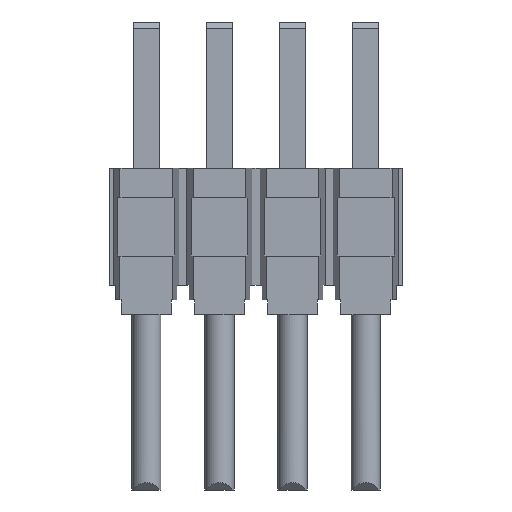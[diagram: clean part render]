
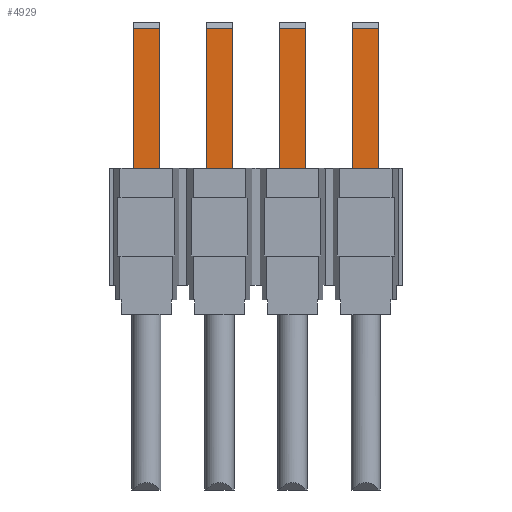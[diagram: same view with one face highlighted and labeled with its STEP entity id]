
A CAD part, front view. The second image highlights one B-rep face of the part: STEP entity #4929.
In plain terms, the highlighted planar face has unit normal (0, -1, 0).
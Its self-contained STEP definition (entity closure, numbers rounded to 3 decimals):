
#4810 = VERTEX_POINT('',#4811);
#4811 = CARTESIAN_POINT('',(-1.676,-0.229,4.966));
#4819 = VERTEX_POINT('',#4820);
#4820 = CARTESIAN_POINT('',(-2.134,-0.229,4.966));
#4826 = EDGE_CURVE('',#4810,#4819,#4827,.T.);
#4827 = LINE('',#4828,#4829);
#4828 = CARTESIAN_POINT('',(2.134,-0.229,4.966));
#4829 = VECTOR('',#4830,1.);
#4830 = DIRECTION('',(-1.,-0.,0.));
#4841 = VERTEX_POINT('',#4842);
#4842 = CARTESIAN_POINT('',(-0.864,-0.229,4.966));
#4848 = EDGE_CURVE('',#4849,#4841,#4851,.T.);
#4849 = VERTEX_POINT('',#4850);
#4850 = CARTESIAN_POINT('',(-0.406,-0.229,4.966));
#4851 = LINE('',#4852,#4853);
#4852 = CARTESIAN_POINT('',(2.134,-0.229,4.966));
#4853 = VECTOR('',#4854,1.);
#4854 = DIRECTION('',(-1.,-0.,0.));
#4872 = VERTEX_POINT('',#4873);
#4873 = CARTESIAN_POINT('',(0.406,-0.229,4.966));
#4879 = EDGE_CURVE('',#4880,#4872,#4882,.T.);
#4880 = VERTEX_POINT('',#4881);
#4881 = CARTESIAN_POINT('',(0.864,-0.229,4.966));
#4882 = LINE('',#4883,#4884);
#4883 = CARTESIAN_POINT('',(2.134,-0.229,4.966));
#4884 = VECTOR('',#4885,1.);
#4885 = DIRECTION('',(-1.,-0.,0.));
#4903 = VERTEX_POINT('',#4904);
#4904 = CARTESIAN_POINT('',(1.676,-0.229,4.966));
#4910 = EDGE_CURVE('',#4911,#4903,#4913,.T.);
#4911 = VERTEX_POINT('',#4912);
#4912 = CARTESIAN_POINT('',(2.134,-0.229,4.966));
#4913 = LINE('',#4914,#4915);
#4914 = CARTESIAN_POINT('',(2.134,-0.229,4.966));
#4915 = VECTOR('',#4916,1.);
#4916 = DIRECTION('',(-1.,-0.,0.));
#4929 = ADVANCED_FACE('',(#4930),#5024,.F.);
#4930 = FACE_BOUND('',#4931,.T.);
#4931 = EDGE_LOOP('',(#4932,#4940,#4941,#4949,#4957,#4963,#4964,#4972,
    #4980,#4986,#4987,#4995,#5003,#5009,#5010,#5018));
#4932 = ORIENTED_EDGE('',*,*,#4933,.F.);
#4933 = EDGE_CURVE('',#4810,#4934,#4936,.T.);
#4934 = VERTEX_POINT('',#4935);
#4935 = CARTESIAN_POINT('',(-1.676,-0.229,1.905));
#4936 = LINE('',#4937,#4938);
#4937 = CARTESIAN_POINT('',(-1.676,-0.229,4.966));
#4938 = VECTOR('',#4939,1.);
#4939 = DIRECTION('',(0.,0.,-1.));
#4940 = ORIENTED_EDGE('',*,*,#4826,.T.);
#4941 = ORIENTED_EDGE('',*,*,#4942,.T.);
#4942 = EDGE_CURVE('',#4819,#4943,#4945,.T.);
#4943 = VERTEX_POINT('',#4944);
#4944 = CARTESIAN_POINT('',(-2.134,-0.229,1.778));
#4945 = LINE('',#4946,#4947);
#4946 = CARTESIAN_POINT('',(-2.134,-0.229,4.966));
#4947 = VECTOR('',#4948,1.);
#4948 = DIRECTION('',(0.,0.,-1.));
#4949 = ORIENTED_EDGE('',*,*,#4950,.F.);
#4950 = EDGE_CURVE('',#4951,#4943,#4953,.T.);
#4951 = VERTEX_POINT('',#4952);
#4952 = CARTESIAN_POINT('',(2.134,-0.229,1.778));
#4953 = LINE('',#4954,#4955);
#4954 = CARTESIAN_POINT('',(2.134,-0.229,1.778));
#4955 = VECTOR('',#4956,1.);
#4956 = DIRECTION('',(-1.,-0.,0.));
#4957 = ORIENTED_EDGE('',*,*,#4958,.F.);
#4958 = EDGE_CURVE('',#4911,#4951,#4959,.T.);
#4959 = LINE('',#4960,#4961);
#4960 = CARTESIAN_POINT('',(2.134,-0.229,4.966));
#4961 = VECTOR('',#4962,1.);
#4962 = DIRECTION('',(0.,0.,-1.));
#4963 = ORIENTED_EDGE('',*,*,#4910,.T.);
#4964 = ORIENTED_EDGE('',*,*,#4965,.F.);
#4965 = EDGE_CURVE('',#4966,#4903,#4968,.T.);
#4966 = VERTEX_POINT('',#4967);
#4967 = CARTESIAN_POINT('',(1.676,-0.229,1.905));
#4968 = LINE('',#4969,#4970);
#4969 = CARTESIAN_POINT('',(1.676,-0.229,4.966));
#4970 = VECTOR('',#4971,1.);
#4971 = DIRECTION('',(0.,0.,1.));
#4972 = ORIENTED_EDGE('',*,*,#4973,.F.);
#4973 = EDGE_CURVE('',#4974,#4966,#4976,.T.);
#4974 = VERTEX_POINT('',#4975);
#4975 = CARTESIAN_POINT('',(0.864,-0.229,1.905));
#4976 = LINE('',#4977,#4978);
#4977 = CARTESIAN_POINT('',(2.134,-0.229,1.905));
#4978 = VECTOR('',#4979,1.);
#4979 = DIRECTION('',(1.,0.,0.));
#4980 = ORIENTED_EDGE('',*,*,#4981,.F.);
#4981 = EDGE_CURVE('',#4880,#4974,#4982,.T.);
#4982 = LINE('',#4983,#4984);
#4983 = CARTESIAN_POINT('',(0.864,-0.229,4.966));
#4984 = VECTOR('',#4985,1.);
#4985 = DIRECTION('',(0.,0.,-1.));
#4986 = ORIENTED_EDGE('',*,*,#4879,.T.);
#4987 = ORIENTED_EDGE('',*,*,#4988,.F.);
#4988 = EDGE_CURVE('',#4989,#4872,#4991,.T.);
#4989 = VERTEX_POINT('',#4990);
#4990 = CARTESIAN_POINT('',(0.406,-0.229,1.905));
#4991 = LINE('',#4992,#4993);
#4992 = CARTESIAN_POINT('',(0.406,-0.229,4.966));
#4993 = VECTOR('',#4994,1.);
#4994 = DIRECTION('',(0.,0.,1.));
#4995 = ORIENTED_EDGE('',*,*,#4996,.F.);
#4996 = EDGE_CURVE('',#4997,#4989,#4999,.T.);
#4997 = VERTEX_POINT('',#4998);
#4998 = CARTESIAN_POINT('',(-0.406,-0.229,1.905));
#4999 = LINE('',#5000,#5001);
#5000 = CARTESIAN_POINT('',(2.134,-0.229,1.905));
#5001 = VECTOR('',#5002,1.);
#5002 = DIRECTION('',(1.,0.,0.));
#5003 = ORIENTED_EDGE('',*,*,#5004,.F.);
#5004 = EDGE_CURVE('',#4849,#4997,#5005,.T.);
#5005 = LINE('',#5006,#5007);
#5006 = CARTESIAN_POINT('',(-0.406,-0.229,4.966));
#5007 = VECTOR('',#5008,1.);
#5008 = DIRECTION('',(0.,0.,-1.));
#5009 = ORIENTED_EDGE('',*,*,#4848,.T.);
#5010 = ORIENTED_EDGE('',*,*,#5011,.F.);
#5011 = EDGE_CURVE('',#5012,#4841,#5014,.T.);
#5012 = VERTEX_POINT('',#5013);
#5013 = CARTESIAN_POINT('',(-0.864,-0.229,1.905));
#5014 = LINE('',#5015,#5016);
#5015 = CARTESIAN_POINT('',(-0.864,-0.229,4.966));
#5016 = VECTOR('',#5017,1.);
#5017 = DIRECTION('',(0.,0.,1.));
#5018 = ORIENTED_EDGE('',*,*,#5019,.F.);
#5019 = EDGE_CURVE('',#4934,#5012,#5020,.T.);
#5020 = LINE('',#5021,#5022);
#5021 = CARTESIAN_POINT('',(2.134,-0.229,1.905));
#5022 = VECTOR('',#5023,1.);
#5023 = DIRECTION('',(1.,0.,0.));
#5024 = PLANE('',#5025);
#5025 = AXIS2_PLACEMENT_3D('',#5026,#5027,#5028);
#5026 = CARTESIAN_POINT('',(2.134,-0.229,4.966));
#5027 = DIRECTION('',(0.,1.,0.));
#5028 = DIRECTION('',(-1.,-0.,0.));
